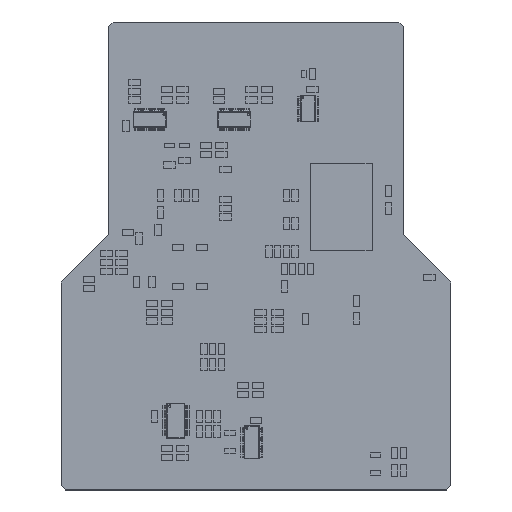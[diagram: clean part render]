
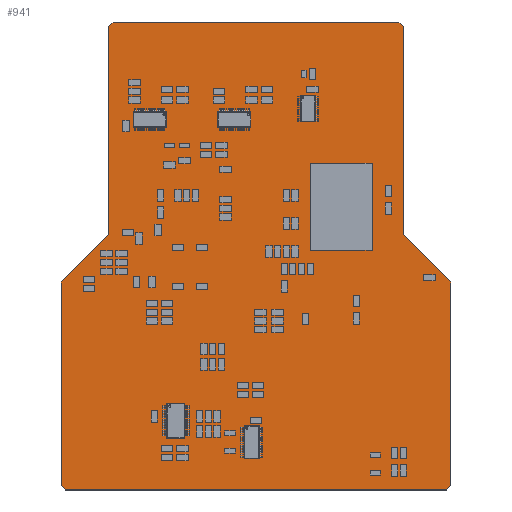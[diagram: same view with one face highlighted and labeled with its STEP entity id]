
A CAD part, top view. The second image highlights one B-rep face of the part: STEP entity #941.
In plain terms, the highlighted planar face has unit normal (0, 0, 1).
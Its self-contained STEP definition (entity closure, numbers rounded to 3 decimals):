
#524 = VERTEX_POINT('',#525);
#525 = CARTESIAN_POINT('',(44.45,2.54,0.411));
#531 = EDGE_CURVE('',#524,#532,#534,.T.);
#532 = VERTEX_POINT('',#533);
#533 = CARTESIAN_POINT('',(44.45,3.81,0.411));
#534 = LINE('',#535,#536);
#535 = CARTESIAN_POINT('',(44.45,2.54,0.411));
#536 = VECTOR('',#537,1.);
#537 = DIRECTION('',(0.,1.,0.));
#562 = EDGE_CURVE('',#532,#563,#565,.T.);
#563 = VERTEX_POINT('',#564);
#564 = CARTESIAN_POINT('',(44.45,62.23,0.411));
#565 = LINE('',#566,#567);
#566 = CARTESIAN_POINT('',(44.45,3.81,0.411));
#567 = VECTOR('',#568,1.);
#568 = DIRECTION('',(0.,1.,0.));
#593 = EDGE_CURVE('',#563,#594,#596,.T.);
#594 = VERTEX_POINT('',#595);
#595 = CARTESIAN_POINT('',(58.42,76.2,0.411));
#596 = LINE('',#597,#598);
#597 = CARTESIAN_POINT('',(44.45,62.23,0.411));
#598 = VECTOR('',#599,1.);
#599 = DIRECTION('',(0.707,0.707,0.));
#624 = EDGE_CURVE('',#594,#625,#627,.T.);
#625 = VERTEX_POINT('',#626);
#626 = CARTESIAN_POINT('',(58.42,137.16,0.411));
#627 = LINE('',#628,#629);
#628 = CARTESIAN_POINT('',(58.42,76.2,0.411));
#629 = VECTOR('',#630,1.);
#630 = DIRECTION('',(0.,1.,0.));
#655 = EDGE_CURVE('',#625,#656,#658,.T.);
#656 = VERTEX_POINT('',#657);
#657 = CARTESIAN_POINT('',(59.69,138.43,0.411));
#658 = LINE('',#659,#660);
#659 = CARTESIAN_POINT('',(58.42,137.16,0.411));
#660 = VECTOR('',#661,1.);
#661 = DIRECTION('',(0.707,0.707,0.));
#686 = EDGE_CURVE('',#656,#687,#689,.T.);
#687 = VERTEX_POINT('',#688);
#688 = CARTESIAN_POINT('',(143.51,138.43,0.411));
#689 = LINE('',#690,#691);
#690 = CARTESIAN_POINT('',(59.69,138.43,0.411));
#691 = VECTOR('',#692,1.);
#692 = DIRECTION('',(1.,0.,0.));
#717 = EDGE_CURVE('',#687,#718,#720,.T.);
#718 = VERTEX_POINT('',#719);
#719 = CARTESIAN_POINT('',(144.78,137.16,0.411));
#720 = LINE('',#721,#722);
#721 = CARTESIAN_POINT('',(143.51,138.43,0.411));
#722 = VECTOR('',#723,1.);
#723 = DIRECTION('',(0.707,-0.707,0.));
#748 = EDGE_CURVE('',#718,#749,#751,.T.);
#749 = VERTEX_POINT('',#750);
#750 = CARTESIAN_POINT('',(144.78,76.2,0.411));
#751 = LINE('',#752,#753);
#752 = CARTESIAN_POINT('',(144.78,137.16,0.411));
#753 = VECTOR('',#754,1.);
#754 = DIRECTION('',(0.,-1.,0.));
#779 = EDGE_CURVE('',#749,#780,#782,.T.);
#780 = VERTEX_POINT('',#781);
#781 = CARTESIAN_POINT('',(158.75,62.23,0.411));
#782 = LINE('',#783,#784);
#783 = CARTESIAN_POINT('',(144.78,76.2,0.411));
#784 = VECTOR('',#785,1.);
#785 = DIRECTION('',(0.707,-0.707,0.));
#810 = EDGE_CURVE('',#780,#811,#813,.T.);
#811 = VERTEX_POINT('',#812);
#812 = CARTESIAN_POINT('',(158.75,2.54,0.411));
#813 = LINE('',#814,#815);
#814 = CARTESIAN_POINT('',(158.75,62.23,0.411));
#815 = VECTOR('',#816,1.);
#816 = DIRECTION('',(0.,-1.,0.));
#841 = EDGE_CURVE('',#811,#842,#844,.T.);
#842 = VERTEX_POINT('',#843);
#843 = CARTESIAN_POINT('',(157.48,1.27,0.411));
#844 = LINE('',#845,#846);
#845 = CARTESIAN_POINT('',(158.75,2.54,0.411));
#846 = VECTOR('',#847,1.);
#847 = DIRECTION('',(-0.707,-0.707,0.));
#872 = EDGE_CURVE('',#842,#873,#875,.T.);
#873 = VERTEX_POINT('',#874);
#874 = CARTESIAN_POINT('',(45.72,1.27,0.411));
#875 = LINE('',#876,#877);
#876 = CARTESIAN_POINT('',(157.48,1.27,0.411));
#877 = VECTOR('',#878,1.);
#878 = DIRECTION('',(-1.,0.,0.));
#903 = EDGE_CURVE('',#873,#524,#904,.T.);
#904 = LINE('',#905,#906);
#905 = CARTESIAN_POINT('',(45.72,1.27,0.411));
#906 = VECTOR('',#907,1.);
#907 = DIRECTION('',(-0.707,0.707,0.));
#941 = ADVANCED_FACE('',(#942),#957,.T.);
#942 = FACE_BOUND('',#943,.F.);
#943 = EDGE_LOOP('',(#944,#945,#946,#947,#948,#949,#950,#951,#952,#953,
    #954,#955,#956));
#944 = ORIENTED_EDGE('',*,*,#531,.T.);
#945 = ORIENTED_EDGE('',*,*,#562,.T.);
#946 = ORIENTED_EDGE('',*,*,#593,.T.);
#947 = ORIENTED_EDGE('',*,*,#624,.T.);
#948 = ORIENTED_EDGE('',*,*,#655,.T.);
#949 = ORIENTED_EDGE('',*,*,#686,.T.);
#950 = ORIENTED_EDGE('',*,*,#717,.T.);
#951 = ORIENTED_EDGE('',*,*,#748,.T.);
#952 = ORIENTED_EDGE('',*,*,#779,.T.);
#953 = ORIENTED_EDGE('',*,*,#810,.T.);
#954 = ORIENTED_EDGE('',*,*,#841,.T.);
#955 = ORIENTED_EDGE('',*,*,#872,.T.);
#956 = ORIENTED_EDGE('',*,*,#903,.T.);
#957 = PLANE('',#958);
#958 = AXIS2_PLACEMENT_3D('',#959,#960,#961);
#959 = CARTESIAN_POINT('',(44.45,2.54,0.411));
#960 = DIRECTION('',(0.,0.,1.));
#961 = DIRECTION('',(1.,0.,0.));
